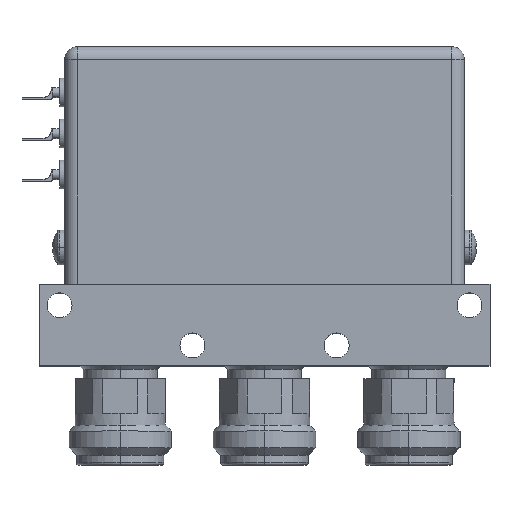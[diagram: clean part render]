
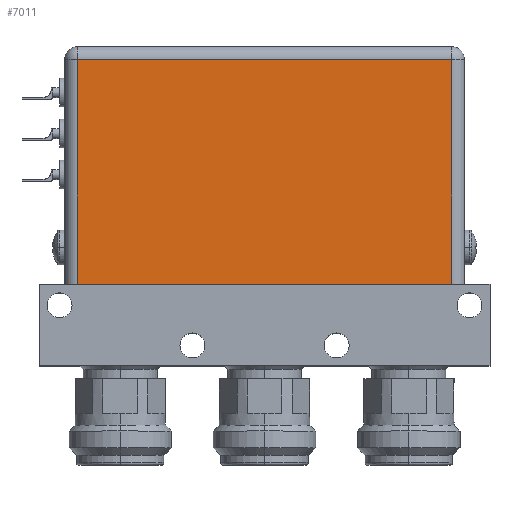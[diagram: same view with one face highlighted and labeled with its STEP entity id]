
A CAD part, top view. The second image highlights one B-rep face of the part: STEP entity #7011.
In plain terms, the highlighted face is planar.
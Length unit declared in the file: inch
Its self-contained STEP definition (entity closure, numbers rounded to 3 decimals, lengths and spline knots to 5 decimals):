
#126 = VERTEX_POINT ( 'NONE', #2147 ) ;
#229 = VERTEX_POINT ( 'NONE', #2339 ) ;
#333 = CARTESIAN_POINT ( 'NONE',  ( 1.141, 0.4, -0.4375 ) ) ;
#399 = CARTESIAN_POINT ( 'NONE',  ( -1.141, 1.85, -0.4375 ) ) ;
#568 = DIRECTION ( 'NONE',  ( 1., 0., 0. ) ) ;
#591 = EDGE_CURVE ( 'NONE', #5609, #6085, #1127, .T. ) ;
#703 = EDGE_CURVE ( 'NONE', #229, #6085, #1194, .T. ) ;
#885 = CARTESIAN_POINT ( 'NONE',  ( 1.219, 1.772, -0.4375 ) ) ;
#962 = EDGE_CURVE ( 'NONE', #126, #229, #3783, .T. ) ;
#1087 = VECTOR ( 'NONE', #5920, 39.37008 ) ;
#1127 = LINE ( 'NONE', #5611, #5921 ) ;
#1194 = LINE ( 'NONE', #3592, #1722 ) ;
#1247 = CARTESIAN_POINT ( 'NONE',  ( 1.219, 1.85, -0.4375 ) ) ;
#1289 = FACE_OUTER_BOUND ( 'NONE', #3361, .T. ) ;
#1439 = ORIENTED_EDGE ( 'NONE', *, *, #962, .T. ) ;
#1452 = ORIENTED_EDGE ( 'NONE', *, *, #5478, .T. ) ;
#1722 = VECTOR ( 'NONE', #4115, 39.37008 ) ;
#2147 = CARTESIAN_POINT ( 'NONE',  ( -1.141, 1.772, -0.4375 ) ) ;
#2339 = CARTESIAN_POINT ( 'NONE',  ( 1.141, 1.772, -0.4375 ) ) ;
#2435 = ORIENTED_EDGE ( 'NONE', *, *, #703, .T. ) ;
#2667 = VECTOR ( 'NONE', #3705, 39.37008 ) ;
#2689 = CARTESIAN_POINT ( 'NONE',  ( -1.141, 0.4, -0.4375 ) ) ;
#3065 = ORIENTED_EDGE ( 'NONE', *, *, #591, .F. ) ;
#3079 = AXIS2_PLACEMENT_3D ( 'NONE', #1247, #3451, #5701 ) ;
#3361 = EDGE_LOOP ( 'NONE', ( #2435, #3065, #1452, #1439 ) ) ;
#3451 = DIRECTION ( 'NONE',  ( 0., 0., 1. ) ) ;
#3592 = CARTESIAN_POINT ( 'NONE',  ( 1.141, 1.85, -0.4375 ) ) ;
#3705 = DIRECTION ( 'NONE',  ( 1., 0., 0. ) ) ;
#3783 = LINE ( 'NONE', #885, #2667 ) ;
#4115 = DIRECTION ( 'NONE',  ( 0., -1., 0. ) ) ;
#4343 = LINE ( 'NONE', #399, #1087 ) ;
#5478 = EDGE_CURVE ( 'NONE', #5609, #126, #4343, .T. ) ;
#5609 = VERTEX_POINT ( 'NONE', #2689 ) ;
#5611 = CARTESIAN_POINT ( 'NONE',  ( -1.141, 0.4, -0.4375 ) ) ;
#5701 = DIRECTION ( 'NONE',  ( 1., 0., 0. ) ) ;
#5744 = PLANE ( 'NONE',  #3079 ) ;
#5920 = DIRECTION ( 'NONE',  ( 0., 1., 0. ) ) ;
#5921 = VECTOR ( 'NONE', #568, 39.37008 ) ;
#6085 = VERTEX_POINT ( 'NONE', #333 ) ;
#7011 = ADVANCED_FACE ( 'NONE', ( #1289 ), #5744, .F. ) ;
